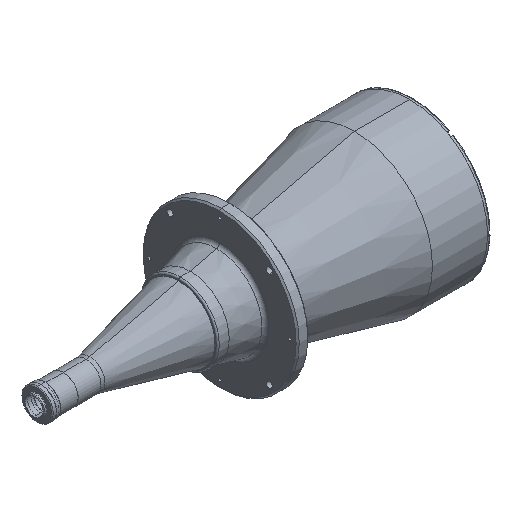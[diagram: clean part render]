
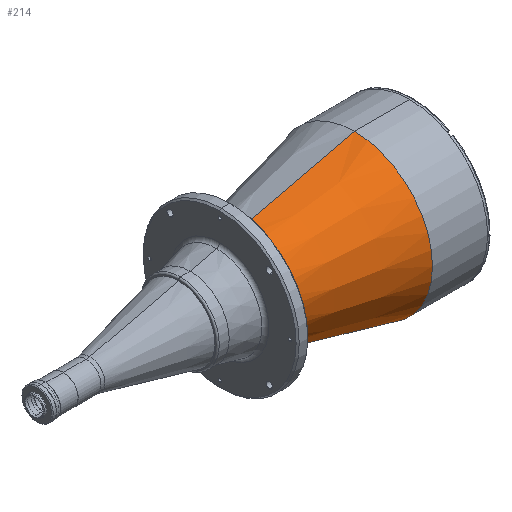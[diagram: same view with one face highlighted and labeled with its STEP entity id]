
A CAD part, isometric view. The second image highlights one B-rep face of the part: STEP entity #214.
In plain terms, the highlighted conical face has half-angle 13.358 degrees and reference radius 50 mm.
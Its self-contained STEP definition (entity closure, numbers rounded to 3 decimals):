
#147 = VERTEX_POINT ( 'NONE', #4846 ) ;
#158 = EDGE_LOOP ( 'NONE', ( #181, #166, #198, #7526 ) ) ;
#166 = ORIENTED_EDGE ( 'NONE', *, *, #7129, .F. ) ;
#176 = EDGE_CURVE ( 'NONE', #193, #7206, #4947, .T. ) ;
#181 = ORIENTED_EDGE ( 'NONE', *, *, #176, .F. ) ;
#183 = EDGE_CURVE ( 'NONE', #195, #147, #4958, .T. ) ;
#193 = VERTEX_POINT ( 'NONE', #4772 ) ;
#195 = VERTEX_POINT ( 'NONE', #5032 ) ;
#198 = ORIENTED_EDGE ( 'NONE', *, *, #183, .T. ) ;
#210 = EDGE_CURVE ( 'NONE', #147, #7206, #5021, .T. ) ;
#214 = ADVANCED_FACE ( 'NONE', ( #5033 ), #5051, .T. ) ;
#1705 = CIRCLE ( 'NONE', #1794, 63.995 ) ;
#1741 = CARTESIAN_POINT ( 'NONE',  ( 273.094, 0., 0. ) ) ;
#1743 = DIRECTION ( 'NONE',  ( -1., 0., 0. ) ) ;
#1793 = DIRECTION ( 'NONE',  ( 0., 0., 1. ) ) ;
#1794 = AXIS2_PLACEMENT_3D ( 'NONE', #1741, #1743, #1793 ) ;
#1930 = CARTESIAN_POINT ( 'NONE',  ( 424.718, 0., 100. ) ) ;
#4772 = CARTESIAN_POINT ( 'NONE',  ( 273.094, 0., 63.995 ) ) ;
#4846 = CARTESIAN_POINT ( 'NONE',  ( 424.718, 0., -100. ) ) ;
#4947 = LINE ( 'NONE', #4972, #4971 ) ;
#4957 = CARTESIAN_POINT ( 'NONE',  ( 214.161, 0., -50. ) ) ;
#4958 = LINE ( 'NONE', #4957, #5002 ) ;
#4970 = DIRECTION ( 'NONE',  ( 0.973, 0., 0.231 ) ) ;
#4971 = VECTOR ( 'NONE', #4970, 1000. ) ;
#4972 = CARTESIAN_POINT ( 'NONE',  ( 214.161, 0., 50. ) ) ;
#5001 = DIRECTION ( 'NONE',  ( 0.973, 0., -0.231 ) ) ;
#5002 = VECTOR ( 'NONE', #5001, 1000. ) ;
#5006 = CARTESIAN_POINT ( 'NONE',  ( 424.718, 0., 0. ) ) ;
#5020 = AXIS2_PLACEMENT_3D ( 'NONE', #5041, #5043, #5082 ) ;
#5021 = CIRCLE ( 'NONE', #5047, 100. ) ;
#5025 = DIRECTION ( 'NONE',  ( -1., 0., 0. ) ) ;
#5032 = CARTESIAN_POINT ( 'NONE',  ( 273.094, 0., -63.995 ) ) ;
#5033 = FACE_OUTER_BOUND ( 'NONE', #158, .T. ) ;
#5041 = CARTESIAN_POINT ( 'NONE',  ( 214.161, 0., 0. ) ) ;
#5043 = DIRECTION ( 'NONE',  ( 1., 0., 0. ) ) ;
#5046 = DIRECTION ( 'NONE',  ( 0., 0., 1. ) ) ;
#5047 = AXIS2_PLACEMENT_3D ( 'NONE', #5006, #5025, #5046 ) ;
#5051 = CONICAL_SURFACE ( 'NONE', #5020, 50., 0.233 ) ;
#5082 = DIRECTION ( 'NONE',  ( 0., 0., -1. ) ) ;
#7129 = EDGE_CURVE ( 'NONE', #195, #193, #1705, .T. ) ;
#7206 = VERTEX_POINT ( 'NONE', #1930 ) ;
#7526 = ORIENTED_EDGE ( 'NONE', *, *, #210, .T. ) ;
